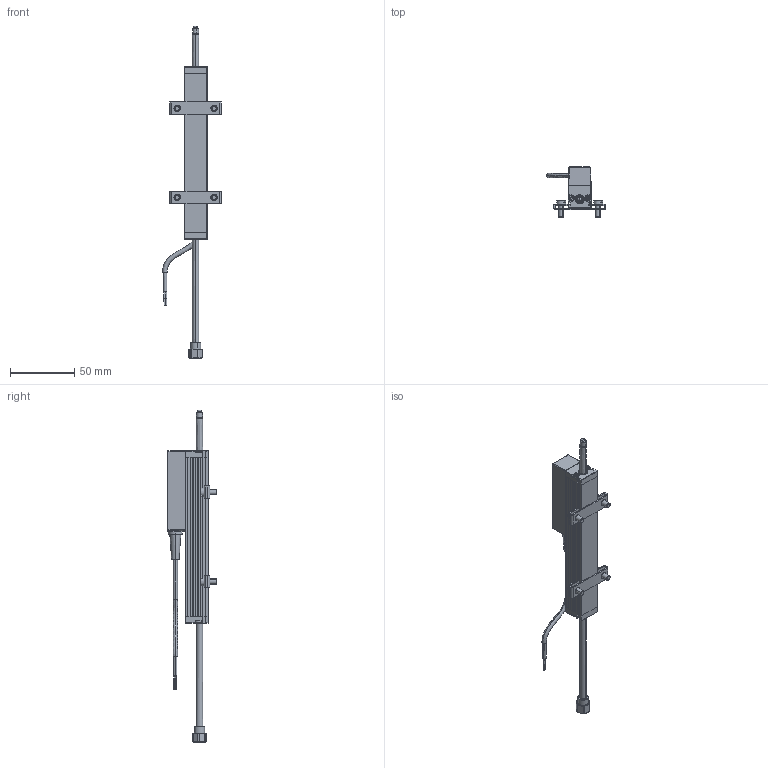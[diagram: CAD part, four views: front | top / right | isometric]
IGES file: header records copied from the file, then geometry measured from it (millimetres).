
Start section: SolidWorks IGES file using analytic representation for surfaces
Global section: file name: TE1-0075-102-411-202_eingefahren.IGS; native system: SolidWorks 2013; preprocessor: SolidWorks 2013; author: widmaier; date: 140225.093528; units: millimetre
Bounding box: 45.9 x 38.85 x 258.6 mm (x, y, z)
Surface area: 25852.1 mm2 (no closed solid volume)
Topology: 0 solids, 0 shells, 534 faces, 5406 edges, 5394 vertices
Faces by surface type: bspline 270, revolution 264
